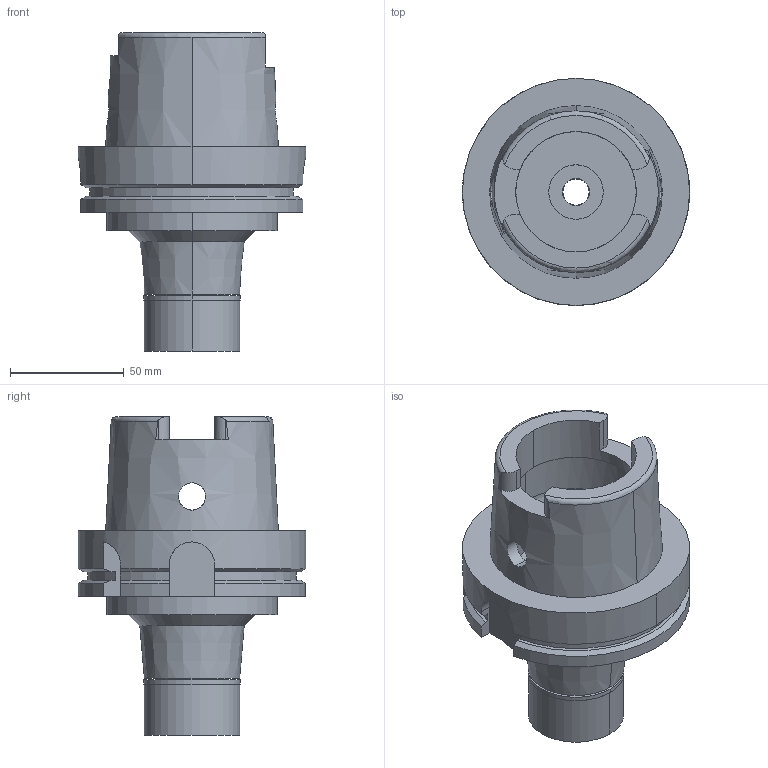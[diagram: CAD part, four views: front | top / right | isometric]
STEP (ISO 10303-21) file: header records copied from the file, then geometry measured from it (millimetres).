
FILE_DESCRIPTION (( 'STEP AP203' ), '1' );
FILE_NAME ('HSK-A100-MEGA13E-90.stp', '2019-07-03T14:16:14', ( '' ), ( '' ), 'SwSTEP 2.0', 'SolidWorks 2019', '' );
FILE_SCHEMA (( 'CONFIG_CONTROL_DESIGN' ));
Length unit declared in the file: millimetre
Products named in the file (7): DXF_TEMP_ASSY_ASM_4_ASM.stp; HSK-A100-MEGA13E-90_1.stp; HA100ME13090-120_ASM.stp; MEN13_1.stp; HSK-A100-MEGA13E-90; HSK-A100-MEGA13E-90-120.stp; HSK-A100-MEGA13E-90-120-FreeParts
Assembly tree (5 placements, depth 5):
  HSK-A100-MEGA13E-90
    HSK-A100-MEGA13E-90-120.stp
      HA100ME13090-120_ASM.stp
        DXF_TEMP_ASSY_ASM_4_ASM.stp
          HSK-A100-MEGA13E-90_1.stp
          MEN13_1.stp
  HSK-A100-MEGA13E-90-120-FreeParts
Bounding box: 100 x 100 x 140 mm (x, y, z)
Volume: 354234.8 mm3; surface area: 67132.1 mm2
Topology: 2 solids, 2 shells, 126 faces, 313 edges, 200 vertices
Faces by surface type: cylinder 56, plane 42, cone 24, torus 4
Entity records: 5620 total; most frequent: CARTESIAN_POINT 1851, DIRECTION 684, ORIENTED_EDGE 626, EDGE_CURVE 313, AXIS2_PLACEMENT_3D 275, VERTEX_POINT 200, EDGE_LOOP 143, CIRCLE 138
